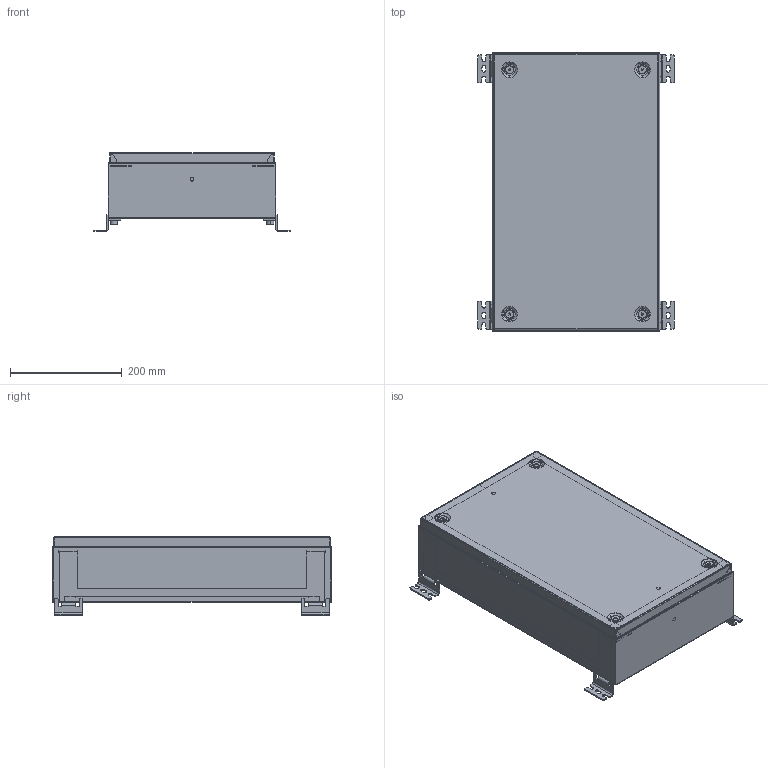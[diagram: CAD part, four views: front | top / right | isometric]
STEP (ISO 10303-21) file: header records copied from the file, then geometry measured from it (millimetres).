
FILE_DESCRIPTION (( 'STEP AP214' ), '1' );
FILE_NAME ('ÊÒ.313.512 Êëåììíàÿ êîðîáêà W300H500D120.STEP', '2024-04-25T06:59:37', ( '' ), ( '' ), 'SwSTEP 2.0', 'SolidWorks 2021', '' );
FILE_SCHEMA (( 'AUTOMOTIVE_DESIGN' ));
Length unit declared in the file: millimetre
Products named in the file (15): Çàêëåïêà ðåçüáîâàÿ Ì8 øåñòèãðàííàÿ ñ óìåíüøåííûì áîðòîì; 妈眚 DIN 912-󋔊0-Zn; ÊÒ.313.512.20.00 ÑÁ Êðûøêà Ïåðåäíÿÿ; Âèíò Ì6õ25 ìåáåëüíûé; ÊÒ.313.512.10.03 Ðàìà ìîíòàæíîé ïàíåëè H500; Ãàñêåòèíã W300H500; ÊÒ.313.512 ÑÁ Êàðêàñ øêàôà; 471.100 Íàñòåííîå êðåïëåíèå; ÊÒ.313.512 Êëåììíàÿ êîðîáêà W300H500D120; ÊÒ.313.512.20.01 Êðûøêà äâåðíàÿ W300H500; 室.313.512.10.02 署赅 W300D120; Çàêëåïêà ðåçüáîâàÿ Ì6 øåñòèãðàííàÿ ñ óìåíüøåííûì áîðòîì; ÊÒ.313.512.10.01 Êîðïóñ øêàôà W300H500D120; Øïèëüêà ïðèâàðíàÿ Ì6õ16; 室.313.512.10.02 署赅 蚜 W300D120.SLDPRT
Assembly tree (33 placements, depth 4):
  ÊÒ.313.512 Êëåììíàÿ êîðîáêà W300H500D120
    ÊÒ.313.512 ÑÁ Êàðêàñ øêàôà
      ÊÒ.313.512.10.01 Êîðïóñ øêàôà W300H500D120
      室.313.512.10.02 署赅 蚜 W300D120.SLDPRT  x2
        室.313.512.10.02 署赅 W300D120
        Øïèëüêà ïðèâàðíàÿ Ì6õ16
      ÊÒ.313.512.10.03 Ðàìà ìîíòàæíîé ïàíåëè H500  x2
    ÊÒ.313.512.20.00 ÑÁ Êðûøêà Ïåðåäíÿÿ
      ÊÒ.313.512.20.01 Êðûøêà äâåðíàÿ W300H500
      Ãàñêåòèíã W300H500
      Øïèëüêà ïðèâàðíàÿ Ì6õ16  x2
    471.100 Íàñòåííîå êðåïëåíèå  x4
    妈眚 DIN 912-󋔊0-Zn  x4
    Âèíò Ì6õ25 ìåáåëüíûé  x4
    Çàêëåïêà ðåçüáîâàÿ Ì6 øåñòèãðàííàÿ ñ óìåíüøåííûì áîðòîì  x4
    Çàêëåïêà ðåçüáîâàÿ Ì8 øåñòèãðàííàÿ ñ óìåíüøåííûì áîðòîì  x4
Bounding box: 352 x 500 x 141.6 mm (x, y, z)
Volume: 772072.9 mm3; surface area: 1253771.3 mm2
Topology: 31 solids, 31 shells, 1692 faces, 4309 edges, 2697 vertices
Faces by surface type: cylinder 791, plane 717, cone 128, bspline 28, torus 28
Entity records: 27827 total; most frequent: CARTESIAN_POINT 11022, ORIENTED_EDGE 3396, DIRECTION 3340, EDGE_CURVE 1698, AXIS2_PLACEMENT_3D 1166, VERTEX_POINT 1059, LINE 1008, VECTOR 1008
